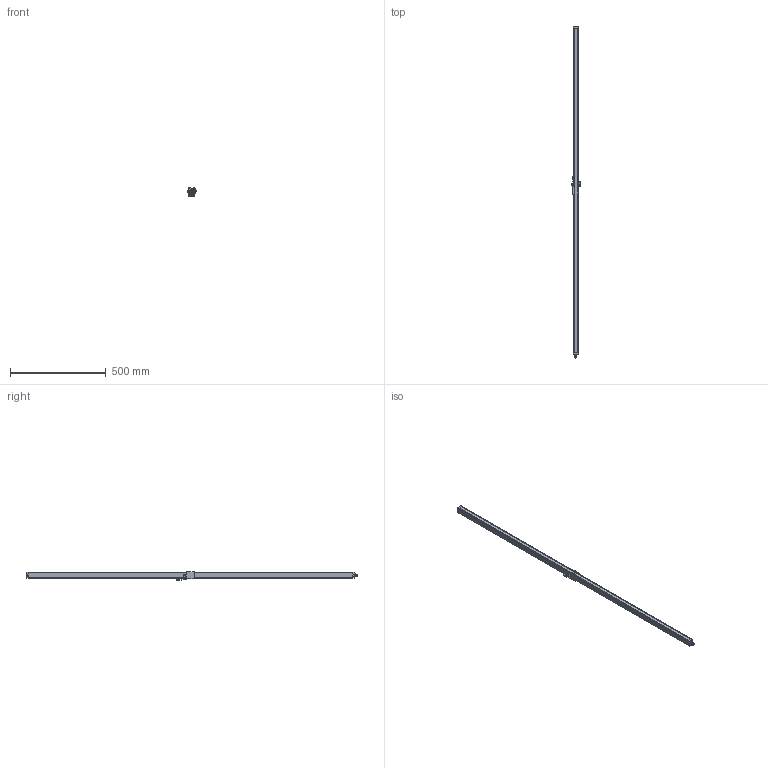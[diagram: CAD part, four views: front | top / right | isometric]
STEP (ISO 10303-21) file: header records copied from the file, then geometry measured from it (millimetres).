
FILE_DESCRIPTION((''),'2;1');
FILE_NAME('139575_SW','2008-07-16T',('banengservice'),('BANNER ENGINEERING'),'PRO/ENGINEER BY PARAMETRIC TECHNOLOGY CORPORATION, 2006170','PRO/ENGINEER BY PARAMETRIC TECHNOLOGY CORPORATION, 2006170','');
FILE_SCHEMA(('CONFIG_CONTROL_DESIGN'));
Length unit declared in the file: inch
Products named in the file (1): 139575_SW
Bounding box: 42.29 x 1733.8 x 44.58 mm (x, y, z)
Volume: 432790.7 mm3; surface area: 457547.6 mm2
Topology: 1 solids, 1 shells, 847 faces, 2285 edges, 1437 vertices
Faces by surface type: plane 365, cylinder 356, bspline 67, torus 48, cone 11
Entity records: 33978 total; most frequent: CARTESIAN_POINT 12377, DIRECTION 4573, ORIENTED_EDGE 4570, EDGE_CURVE 2285, AXIS2_PLACEMENT_3D 1646, VERTEX_POINT 1437, VECTOR 1281, LINE 1281
